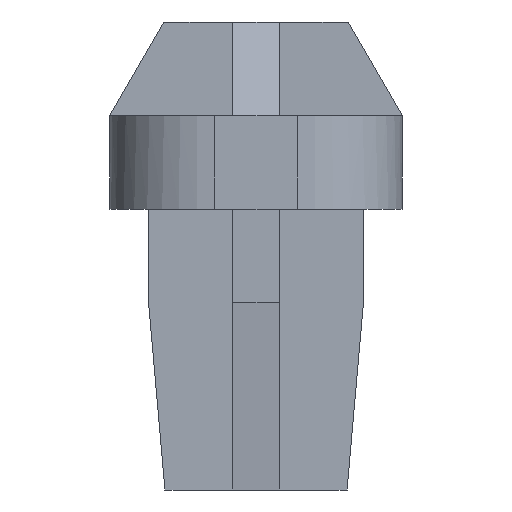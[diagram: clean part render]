
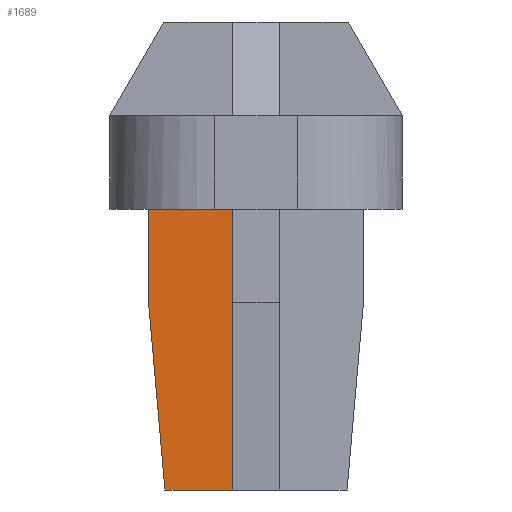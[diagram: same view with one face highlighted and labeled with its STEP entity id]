
A CAD part, left-side view. The second image highlights one B-rep face of the part: STEP entity #1689.
In plain terms, the highlighted planar face has unit normal (-1, 0, 0).
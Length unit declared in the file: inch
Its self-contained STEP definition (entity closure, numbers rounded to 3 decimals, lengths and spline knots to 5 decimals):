
#341=CARTESIAN_POINT('Vertex',(-0.6875,0.287,-0.25)) ;
#344=CARTESIAN_POINT('Line Origine',(-0.6875,0.17475,-0.25)) ;
#348=CARTESIAN_POINT('Vertex',(-0.6875,0.0625,-0.25)) ;
#1639=CARTESIAN_POINT('Line Origine',(-0.6875,0.287,-0.375)) ;
#1643=CARTESIAN_POINT('Vertex',(-0.6875,0.287,-0.5)) ;
#1658=CARTESIAN_POINT('Axis2P3D Location',(-0.6875,-0.287,-1.)) ;
#1663=CARTESIAN_POINT('Line Origine',(-0.6875,0.26513,-0.75)) ;
#1667=CARTESIAN_POINT('Vertex',(-0.6875,0.24326,-1.)) ;
#1670=CARTESIAN_POINT('Line Origine',(-0.6875,0.15288,-1.)) ;
#1674=CARTESIAN_POINT('Vertex',(-0.6875,0.0625,-1.)) ;
#1677=CARTESIAN_POINT('Line Origine',(-0.6875,0.0625,-0.625)) ;
#345=DIRECTION('Vector Direction',(0.,1.,0.)) ;
#1640=DIRECTION('Vector Direction',(0.,0.,1.)) ;
#1659=DIRECTION('Axis2P3D Direction',(1.,0.,0.)) ;
#1660=DIRECTION('Axis2P3D XDirection',(0.,1.,0.)) ;
#1664=DIRECTION('Vector Direction',(0.,-0.087,-0.996)) ;
#1671=DIRECTION('Vector Direction',(0.,1.,0.)) ;
#1678=DIRECTION('Vector Direction',(0.,0.,1.)) ;
#1661=AXIS2_PLACEMENT_3D('Plane Axis2P3D',#1658,#1659,#1660) ;
#1683=ORIENTED_EDGE('',*,*,#1669,.T.) ;
#1684=ORIENTED_EDGE('',*,*,#1676,.F.) ;
#1685=ORIENTED_EDGE('',*,*,#1681,.T.) ;
#1686=ORIENTED_EDGE('',*,*,#350,.T.) ;
#1687=ORIENTED_EDGE('',*,*,#1645,.F.) ;
#346=VECTOR('Line Direction',#345,0.03937) ;
#1641=VECTOR('Line Direction',#1640,0.03937) ;
#1665=VECTOR('Line Direction',#1664,0.03937) ;
#1672=VECTOR('Line Direction',#1671,0.03937) ;
#1679=VECTOR('Line Direction',#1678,0.03937) ;
#1689=ADVANCED_FACE('PartBody ( *SOL3 - wsp *MASTER -  )',(#1688),#1662,.F.) ;
#350=EDGE_CURVE('',#349,#342,#347,.T.) ;
#1645=EDGE_CURVE('',#1644,#342,#1642,.T.) ;
#1669=EDGE_CURVE('',#1644,#1668,#1666,.T.) ;
#1676=EDGE_CURVE('',#1675,#1668,#1673,.T.) ;
#1681=EDGE_CURVE('',#1675,#349,#1680,.T.) ;
#1682=EDGE_LOOP('',(#1683,#1684,#1685,#1686,#1687)) ;
#1688=FACE_OUTER_BOUND('',#1682,.T.) ;
#347=LINE('Line',#344,#346) ;
#1642=LINE('Line',#1639,#1641) ;
#1666=LINE('Line',#1663,#1665) ;
#1673=LINE('Line',#1670,#1672) ;
#1680=LINE('Line',#1677,#1679) ;
#1662=PLANE('',#1661) ;
#342=VERTEX_POINT('',#341) ;
#349=VERTEX_POINT('',#348) ;
#1644=VERTEX_POINT('',#1643) ;
#1668=VERTEX_POINT('',#1667) ;
#1675=VERTEX_POINT('',#1674) ;
